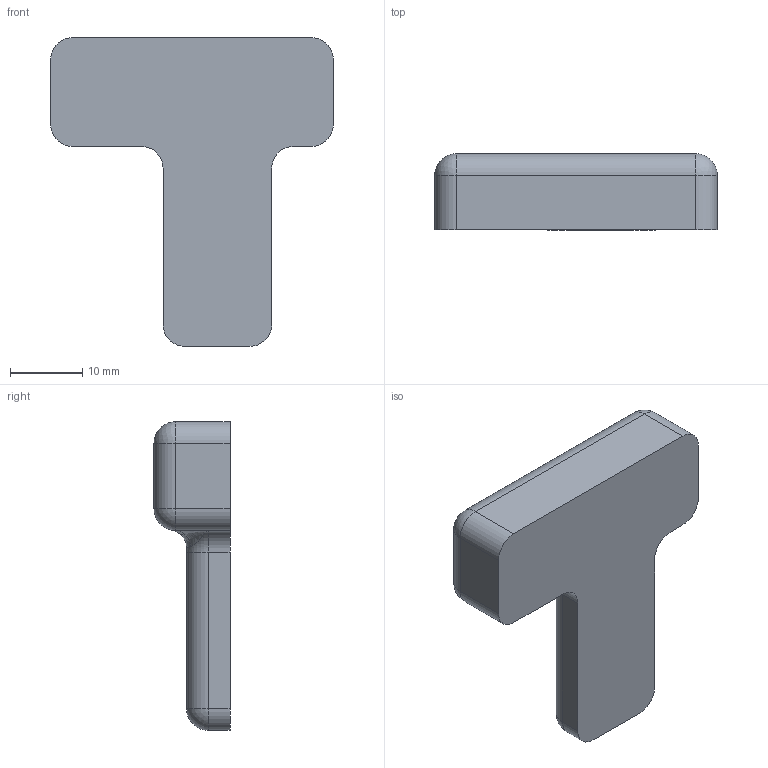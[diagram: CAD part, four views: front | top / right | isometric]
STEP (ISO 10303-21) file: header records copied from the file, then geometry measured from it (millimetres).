
FILE_DESCRIPTION(/* description */ (''),/* implementation_level */ '2;1');
FILE_NAME(/* name */ 'Back support.step',/* time_stamp */ '2017-03-01T20:09:43+01:00',/* author */ ('Rubén'),/* organization */ (''),/* preprocessor_version */ 'ST-DEVELOPER v15.2',/* originating_system */ 'Autodesk Inventor 2014',/* authorisation */ '');
FILE_SCHEMA (('AUTOMOTIVE_DESIGN { 1 0 10303 214 3 1 1 }'));
Length unit declared in the file: millimetre
Products named in the file (1): Back support
Bounding box: 39 x 10.5 x 42.6 mm (x, y, z)
Volume: 7401.8 mm3; surface area: 3599 mm2
Topology: 1 solids, 1 shells, 65 faces, 163 edges, 98 vertices
Faces by surface type: plane 32, cylinder 21, sphere 6, bspline 4, torus 2
Entity records: 2115 total; most frequent: CARTESIAN_POINT 544, DIRECTION 329, ORIENTED_EDGE 322, EDGE_CURVE 161, AXIS2_PLACEMENT_3D 114, LINE 101, VECTOR 101, VERTEX_POINT 98
